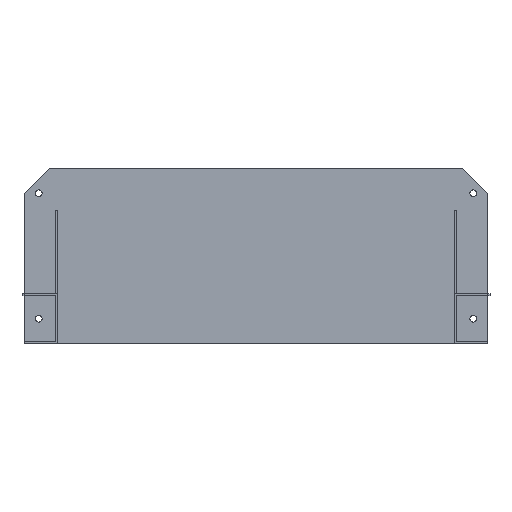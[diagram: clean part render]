
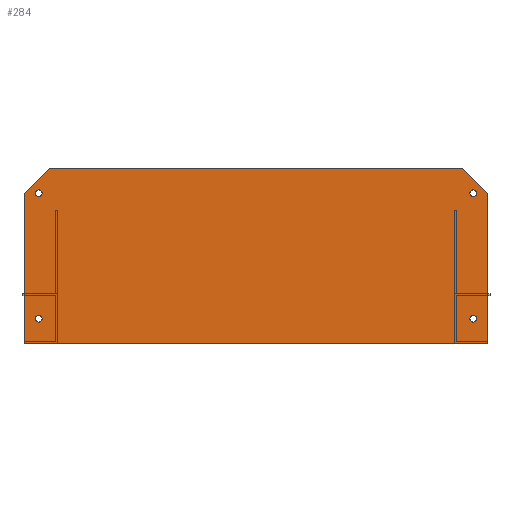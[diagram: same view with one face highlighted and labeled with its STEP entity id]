
A CAD part, front view. The second image highlights one B-rep face of the part: STEP entity #284.
In plain terms, the highlighted planar face has unit normal (0, -1, 0).
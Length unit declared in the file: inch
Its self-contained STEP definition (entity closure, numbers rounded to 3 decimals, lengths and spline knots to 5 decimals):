
#1=DIRECTION('',(-0.707,0.,0.707));
#2=VECTOR('',#1,2.12132);
#3=CARTESIAN_POINT('',(13.875,0.,9.));
#4=LINE('',#3,#2);
#5=DIRECTION('',(0.,0.,-1.));
#6=VECTOR('',#5,9.);
#7=CARTESIAN_POINT('',(13.875,0.,9.));
#8=LINE('',#7,#6);
#9=DIRECTION('',(-1.,0.,0.));
#10=VECTOR('',#9,27.75);
#11=CARTESIAN_POINT('',(13.875,0.,0.));
#12=LINE('',#11,#10);
#13=DIRECTION('',(0.,0.,1.));
#14=VECTOR('',#13,9.);
#15=CARTESIAN_POINT('',(-13.875,0.,0.));
#16=LINE('',#15,#14);
#17=DIRECTION('',(-0.707,0.,-0.707));
#18=VECTOR('',#17,2.12132);
#19=CARTESIAN_POINT('',(-12.375,0.,10.5));
#20=LINE('',#19,#18);
#21=DIRECTION('',(1.,0.,0.));
#22=VECTOR('',#21,24.75);
#23=CARTESIAN_POINT('',(-12.375,0.,10.5));
#24=LINE('',#23,#22);
#25=CARTESIAN_POINT('',(13.,0.,1.5));
#26=DIRECTION('',(0.,-1.,0.));
#27=DIRECTION('',(1.,0.,0.));
#28=AXIS2_PLACEMENT_3D('',#25,#26,#27);
#30=CARTESIAN_POINT('',(13.,0.,1.5));
#31=DIRECTION('',(0.,-1.,0.));
#32=DIRECTION('',(-1.,0.,0.));
#33=AXIS2_PLACEMENT_3D('',#30,#31,#32);
#35=CARTESIAN_POINT('',(13.,0.,9.));
#36=DIRECTION('',(0.,-1.,0.));
#37=DIRECTION('',(1.,0.,0.));
#38=AXIS2_PLACEMENT_3D('',#35,#36,#37);
#40=CARTESIAN_POINT('',(13.,0.,9.));
#41=DIRECTION('',(0.,-1.,0.));
#42=DIRECTION('',(-1.,0.,0.));
#43=AXIS2_PLACEMENT_3D('',#40,#41,#42);
#45=CARTESIAN_POINT('',(-13.,0.,1.5));
#46=DIRECTION('',(0.,-1.,0.));
#47=DIRECTION('',(1.,0.,0.));
#48=AXIS2_PLACEMENT_3D('',#45,#46,#47);
#50=CARTESIAN_POINT('',(-13.,0.,1.5));
#51=DIRECTION('',(0.,-1.,0.));
#52=DIRECTION('',(-1.,0.,0.));
#53=AXIS2_PLACEMENT_3D('',#50,#51,#52);
#55=CARTESIAN_POINT('',(-13.,0.,9.));
#56=DIRECTION('',(0.,-1.,0.));
#57=DIRECTION('',(1.,0.,0.));
#58=AXIS2_PLACEMENT_3D('',#55,#56,#57);
#60=CARTESIAN_POINT('',(-13.,0.,9.));
#61=DIRECTION('',(0.,-1.,0.));
#62=DIRECTION('',(-1.,0.,0.));
#63=AXIS2_PLACEMENT_3D('',#60,#61,#62);
#185=CARTESIAN_POINT('',(13.875,0.,0.));
#186=CARTESIAN_POINT('',(-13.875,0.,0.));
#187=VERTEX_POINT('',#185);
#188=VERTEX_POINT('',#186);
#193=CARTESIAN_POINT('',(13.875,0.,9.));
#194=CARTESIAN_POINT('',(12.375,0.,10.5));
#195=VERTEX_POINT('',#193);
#196=VERTEX_POINT('',#194);
#201=CARTESIAN_POINT('',(-12.375,0.,10.5));
#202=CARTESIAN_POINT('',(-13.875,0.,9.));
#203=VERTEX_POINT('',#201);
#204=VERTEX_POINT('',#202);
#209=CARTESIAN_POINT('',(13.203,0.,1.5));
#210=CARTESIAN_POINT('',(12.797,0.,1.5));
#211=VERTEX_POINT('',#209);
#212=VERTEX_POINT('',#210);
#217=CARTESIAN_POINT('',(13.203,0.,9.));
#218=CARTESIAN_POINT('',(12.797,0.,9.));
#219=VERTEX_POINT('',#217);
#220=VERTEX_POINT('',#218);
#225=CARTESIAN_POINT('',(-12.797,0.,1.5));
#226=CARTESIAN_POINT('',(-13.203,0.,1.5));
#227=VERTEX_POINT('',#225);
#228=VERTEX_POINT('',#226);
#233=CARTESIAN_POINT('',(-12.797,0.,9.));
#234=CARTESIAN_POINT('',(-13.203,0.,9.));
#235=VERTEX_POINT('',#233);
#236=VERTEX_POINT('',#234);
#241=CARTESIAN_POINT('',(0.,0.,0.));
#242=DIRECTION('',(0.,1.,0.));
#243=DIRECTION('',(1.,0.,0.));
#244=AXIS2_PLACEMENT_3D('',#241,#242,#243);
#245=PLANE('',#244);
#247=ORIENTED_EDGE('',*,*,#246,.F.);
#249=ORIENTED_EDGE('',*,*,#248,.T.);
#251=ORIENTED_EDGE('',*,*,#250,.T.);
#253=ORIENTED_EDGE('',*,*,#252,.T.);
#255=ORIENTED_EDGE('',*,*,#254,.F.);
#257=ORIENTED_EDGE('',*,*,#256,.T.);
#258=EDGE_LOOP('',(#247,#249,#251,#253,#255,#257));
#259=FACE_OUTER_BOUND('',#258,.F.);
#261=ORIENTED_EDGE('',*,*,#260,.T.);
#263=ORIENTED_EDGE('',*,*,#262,.T.);
#264=EDGE_LOOP('',(#261,#263));
#265=FACE_BOUND('',#264,.F.);
#267=ORIENTED_EDGE('',*,*,#266,.T.);
#269=ORIENTED_EDGE('',*,*,#268,.T.);
#270=EDGE_LOOP('',(#267,#269));
#271=FACE_BOUND('',#270,.F.);
#273=ORIENTED_EDGE('',*,*,#272,.T.);
#275=ORIENTED_EDGE('',*,*,#274,.T.);
#276=EDGE_LOOP('',(#273,#275));
#277=FACE_BOUND('',#276,.F.);
#279=ORIENTED_EDGE('',*,*,#278,.T.);
#281=ORIENTED_EDGE('',*,*,#280,.T.);
#282=EDGE_LOOP('',(#279,#281));
#283=FACE_BOUND('',#282,.F.);
#284=ADVANCED_FACE('',(#259,#265,#271,#277,#283),#245,.F.);
#29=CIRCLE('',#28,0.203);
#34=CIRCLE('',#33,0.203);
#39=CIRCLE('',#38,0.203);
#44=CIRCLE('',#43,0.203);
#49=CIRCLE('',#48,0.203);
#54=CIRCLE('',#53,0.203);
#59=CIRCLE('',#58,0.203);
#64=CIRCLE('',#63,0.203);
#246=EDGE_CURVE('',#195,#196,#4,.T.);
#248=EDGE_CURVE('',#195,#187,#8,.T.);
#250=EDGE_CURVE('',#187,#188,#12,.T.);
#252=EDGE_CURVE('',#188,#204,#16,.T.);
#254=EDGE_CURVE('',#203,#204,#20,.T.);
#256=EDGE_CURVE('',#203,#196,#24,.T.);
#260=EDGE_CURVE('',#211,#212,#29,.T.);
#262=EDGE_CURVE('',#212,#211,#34,.T.);
#266=EDGE_CURVE('',#219,#220,#39,.T.);
#268=EDGE_CURVE('',#220,#219,#44,.T.);
#272=EDGE_CURVE('',#227,#228,#49,.T.);
#274=EDGE_CURVE('',#228,#227,#54,.T.);
#278=EDGE_CURVE('',#235,#236,#59,.T.);
#280=EDGE_CURVE('',#236,#235,#64,.T.);
